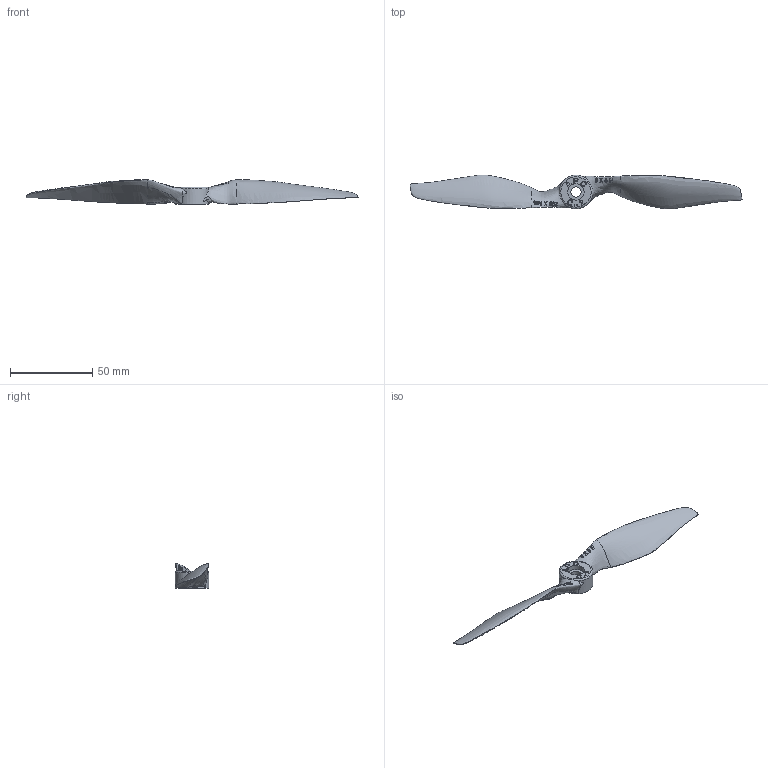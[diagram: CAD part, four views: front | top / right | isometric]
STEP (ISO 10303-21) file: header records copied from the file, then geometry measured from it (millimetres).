
FILE_DESCRIPTION(/* description */ (''),/* implementation_level */ '2;1');
FILE_NAME(/* name */ 'APC 8x8E.step',/* time_stamp */ '2024-04-28T12:10:59-04:00',/* author */ (''),/* organization */ (''),/* preprocessor_version */ 'ST-DEVELOPER v20',/* originating_system */ 'Autodesk Translation Framework v12.20.1.177',/* authorisation */ '');
FILE_SCHEMA (('AUTOMOTIVE_DESIGN { 1 0 10303 214 3 1 1 }'));
Length unit declared in the file: millimetre
Products named in the file (1): APC 8x8
Bounding box: 201.6 x 20.5 x 15.01 mm (x, y, z)
Volume: 9261.2 mm3; surface area: 8099.4 mm2
Topology: 1 solids, 1 shells, 233 faces, 626 edges, 415 vertices
Faces by surface type: bspline 184, plane 43, cylinder 5, torus 1
Full cylindrical faces by diameter (mm): 6.2 x1, 9.4 x1, 9.9 x1
Entity records: 20732 total; most frequent: CARTESIAN_POINT 16126, ORIENTED_EDGE 1244, EDGE_CURVE 622, VERTEX_POINT 415, DIRECTION 381, B_SPLINE_CURVE_WITH_KNOTS 343, EDGE_LOOP 259, LINE 249
